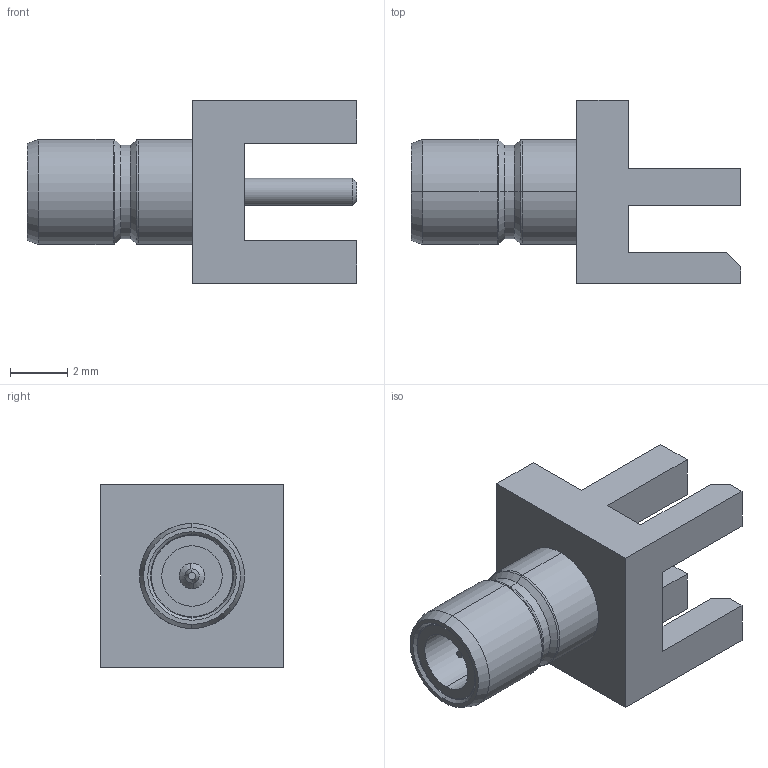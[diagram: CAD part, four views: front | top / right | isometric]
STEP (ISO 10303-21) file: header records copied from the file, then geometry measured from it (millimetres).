
FILE_DESCRIPTION (( 'STEP AP214' ), '1' );
FILE_NAME ('FMCN5235_3D.step', '2024-07-31T17:08:31', ( '' ), ( '' ), 'SwSTEP 2.0', 'SolidWorks 2022', '' );
FILE_SCHEMA (( 'AUTOMOTIVE_DESIGN' ));
Length unit declared in the file: inch
Products named in the file (4): Copy of 1^FMCN5235; Copy of 3^FMCN5235; FMCN5235_3D; Copy of 2^FMCN5235
Assembly tree (3 placements, depth 2):
  FMCN5235_3D
    Copy of 1^FMCN5235
    Copy of 2^FMCN5235
    Copy of 3^FMCN5235
Bounding box: 11.55 x 6.4 x 6.4 mm (x, y, z)
Volume: 149.1 mm3; surface area: 472.2 mm2
Topology: 3 solids, 3 shells, 89 faces, 194 edges, 118 vertices
Faces by surface type: plane 33, cylinder 32, cone 20, bspline 4
Entity records: 3801 total; most frequent: CARTESIAN_POINT 467, DIRECTION 458, ORIENTED_EDGE 388, EDGE_CURVE 194, AXIS2_PLACEMENT_3D 173, VERTEX_POINT 118, VECTOR 112, LINE 112
